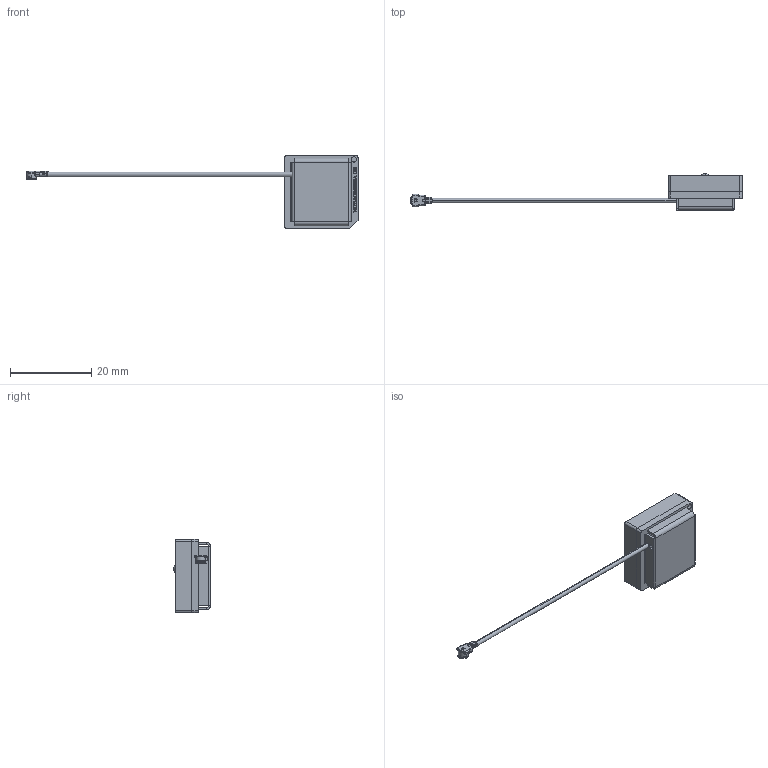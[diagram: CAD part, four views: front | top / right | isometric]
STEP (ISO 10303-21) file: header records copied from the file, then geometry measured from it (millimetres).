
FILE_DESCRIPTION (( 'STEP AP214' ), '1' );
FILE_NAME ('AGGBP.SLS.18A.07.0060A.STEP', '2019-06-12T08:04:53', ( '' ), ( '' ), 'SwSTEP 2.0', 'SolidWorks 2017', '' );
FILE_SCHEMA (( 'AUTOMOTIVE_DESIGN' ));
Length unit declared in the file: millimetre
Products named in the file (1): AGGBP.SLS.18A.07.0060A
Bounding box: 81.56 x 9.07 x 18 mm (x, y, z)
Surface area: 2265.1 mm2 (no closed solid volume)
Topology: 0 solids, 30 shells, 424 faces, 2055 edges, 1605 vertices
Faces by surface type: plane 259, cylinder 91, bspline 55, cone 17, torus 2
Entity records: 33209 total; most frequent: CARTESIAN_POINT 14186, ORIENTED_EDGE 2864, DIRECTION 2216, EDGE_CURVE 2049, VERTEX_POINT 1605, LINE 1140, VECTOR 1140, B_SPLINE_CURVE_WITH_KNOTS 738
